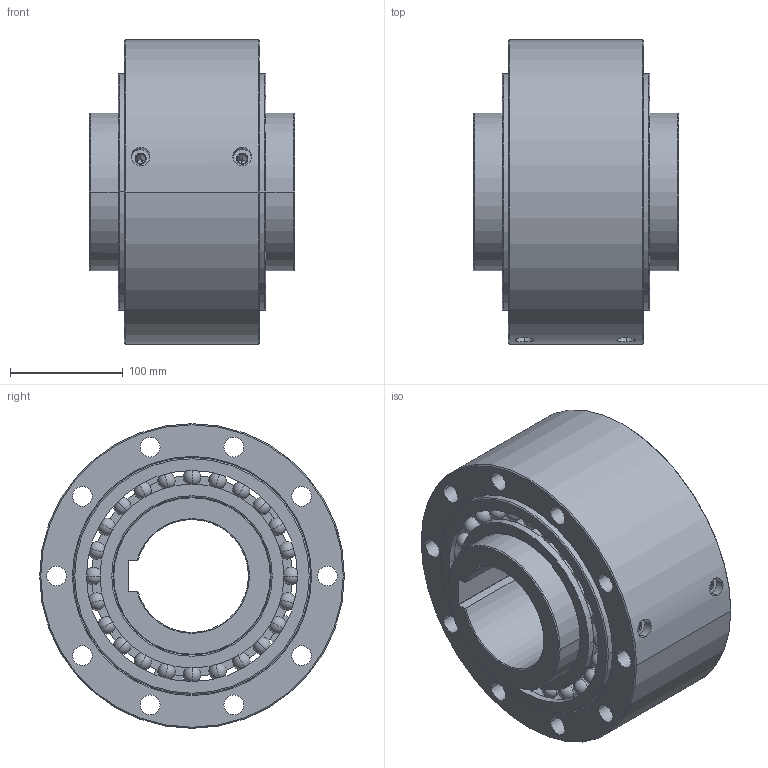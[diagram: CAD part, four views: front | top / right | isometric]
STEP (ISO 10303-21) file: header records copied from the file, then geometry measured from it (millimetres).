
FILE_DESCRIPTION((''),'2;1');
FILE_NAME('FREILAUF_AL_100_ASM','2025-05-07T11:34:24',('Administrator'),(''),'CREO PARAMETRIC BY PTC INC, 2020414','CREO PARAMETRIC BY PTC INC, 2020414','');
FILE_SCHEMA(('AUTOMOTIVE_DESIGN { 1 0 10303 214 1 1 1 1 }'));
Length unit declared in the file: millimetre
Products named in the file (13): STERN_AL_100_2A_NICO_1; DRUCKBOLZEN_AE30_1; DRUCKFEDER_AE30_5A_1; ANFED_KPL_AE30_6_AE30_5A_ASM_1_ASM; ROLLE_GFR_100_NICO_1; SCHEIBE_AL_100_NICO_1; DIN625_A16028_AF0_1; DIN625_I16028_AF0_1; DIN625_K22_1; DIN625_16028_HD_ASM_1_ASM; A-RING_AL_100_NICO_1; FREILAUF_AL_100_NICO_ASM_1_ASM; FREILAUF_AL_100_ASM
Assembly tree (50 placements, depth 4):
  FREILAUF_AL_100_ASM
    FREILAUF_AL_100_NICO_ASM_1_ASM
      STERN_AL_100_2A_NICO_1
      ANFED_KPL_AE30_6_AE30_5A_ASM_1_ASM  x10
        DRUCKBOLZEN_AE30_1
        DRUCKFEDER_AE30_5A_1
      ROLLE_GFR_100_NICO_1  x5
      SCHEIBE_AL_100_NICO_1  x2
      DIN625_16028_HD_ASM_1_ASM  x2
        DIN625_A16028_AF0_1
        DIN625_I16028_AF0_1
        DIN625_K22_1
      A-RING_AL_100_NICO_1
Bounding box: 182 x 270 x 270 mm (x, y, z)
Volume: 5239104.9 mm3; surface area: 738129.3 mm2
Topology: 81 solids, 81 shells, 571 faces, 1453 edges, 858 vertices
Faces by surface type: cylinder 154, sphere 144, plane 95, cone 74, bspline 60, torus 44
Entity records: 8496 total; most frequent: CARTESIAN_POINT 2350, DIRECTION 1331, ORIENTED_EDGE 934, AXIS2_PLACEMENT_3D 581, EDGE_CURVE 467, VERTEX_POINT 311, CIRCLE 272, EDGE_LOOP 242
